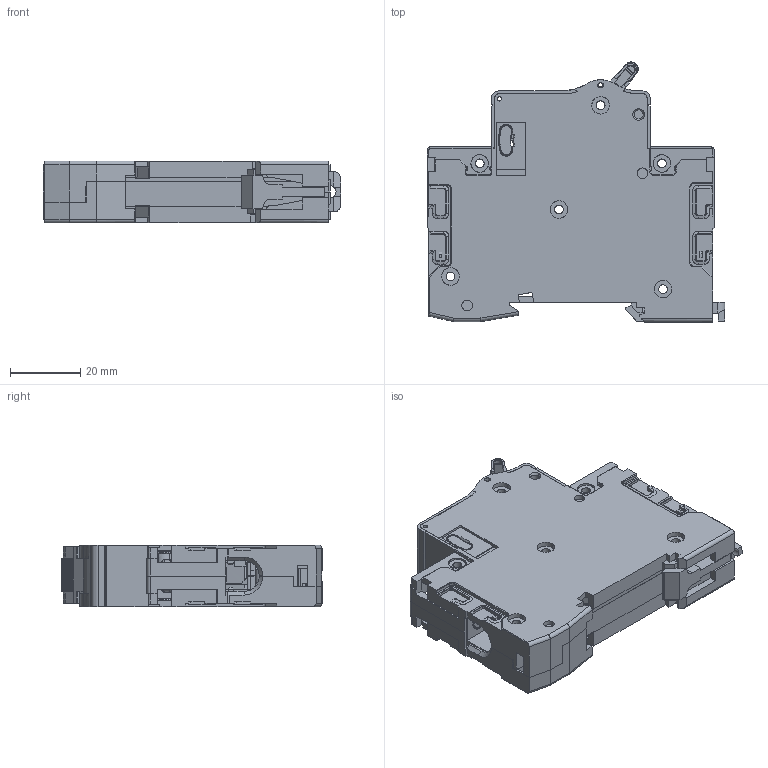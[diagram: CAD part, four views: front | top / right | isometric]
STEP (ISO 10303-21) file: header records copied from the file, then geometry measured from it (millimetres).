
FILE_DESCRIPTION (( 'STEP AP214' ), '1' );
FILE_NAME ('1P.STEP', '2018-04-28T01:07:12', ( '' ), ( '' ), 'SwSTEP 2.0', 'SolidWorks 2011', '' );
FILE_SCHEMA (( 'AUTOMOTIVE_DESIGN' ));
Length unit declared in the file: millimetre
Products named in the file (8): 8LD.253.129; 5LD.574.103; 8LD.907.115; 8LD.516.135; 8LD.315.1080; 8LD.024.1075; 1P; 8LD.143.115
Assembly tree (8 placements, depth 3):
  1P
    8LD.143.115
    8LD.315.1080
    5LD.574.103  x2
      8LD.907.115
      8LD.516.135
    8LD.024.1075
    8LD.253.129
Bounding box: 84.46 x 73.85 x 17.6 mm (x, y, z)
Volume: 32189.4 mm3; surface area: 47560.3 mm2
Topology: 8 solids, 8 shells, 3651 faces, 10360 edges, 6775 vertices
Faces by surface type: plane 2163, cylinder 1044, cone 304, bspline 113, torus 19, sphere 8
Entity records: 126605 total; most frequent: CARTESIAN_POINT 41399, ORIENTED_EDGE 19266, DIRECTION 15464, EDGE_CURVE 9633, LINE 6362, VECTOR 6362, VERTEX_POINT 6316, AXIS2_PLACEMENT_3D 4551
